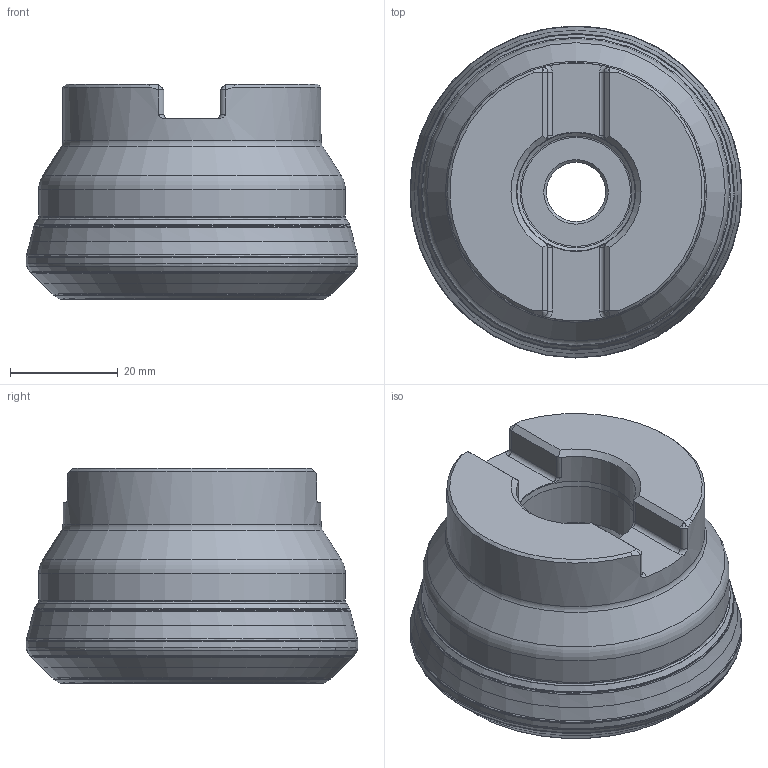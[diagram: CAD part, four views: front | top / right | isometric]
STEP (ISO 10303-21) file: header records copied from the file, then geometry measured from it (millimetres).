
FILE_DESCRIPTION(/* description */ (''),/* implementation_level */ '2;1');
FILE_NAME(/* name */ '50A04R_S45HN09C_CF_SIM(HF).stp',/* time_stamp */ '2017-11-24T13:52:02+01:00',/* author */ (''),/* organization */ (''),/* preprocessor_version */ 'ST-DEVELOPER v15',/* originating_system */ 'SIEMENS PLM Software NX 8.5',/* authorisation */ '');
FILE_SCHEMA (('AUTOMOTIVE_DESIGN { 1 0 10303 214 3 1 1 1 }'));
Length unit declared in the file: millimetre
Products named in the file (1): bl5413E80B1Bwszr
Bounding box: 61.74 x 61.74 x 40.01 mm (x, y, z)
Volume: 73443.7 mm3; surface area: 20699.6 mm2
Topology: 1 solids, 2 shells, 145 faces, 392 edges, 246 vertices
Faces by surface type: revolution 67, cylinder 24, plane 19, torus 18, cone 17
Full cylindrical faces by diameter (mm): 11 x1, 18.1 x1, 22.006 x1, 22.2 x1, 48 x1, 57.034 x1
Entity records: 3815 total; most frequent: CARTESIAN_POINT 992, DIRECTION 556, ORIENTED_EDGE 440, EDGE_LOOP 240, EDGE_CURVE 220, AXIS2_PLACEMENT_3D 216, FACE_BOUND 190, VERTEX_POINT 170
